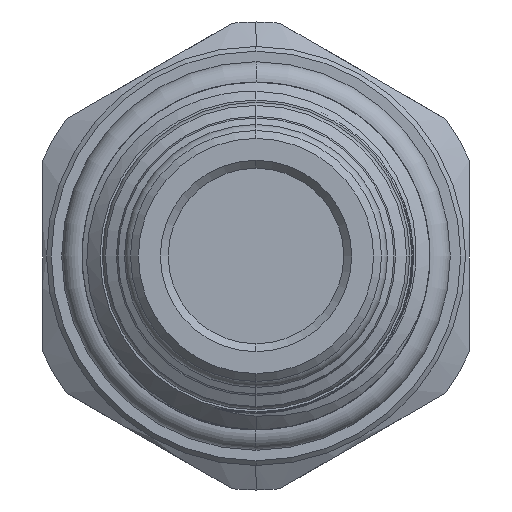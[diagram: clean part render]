
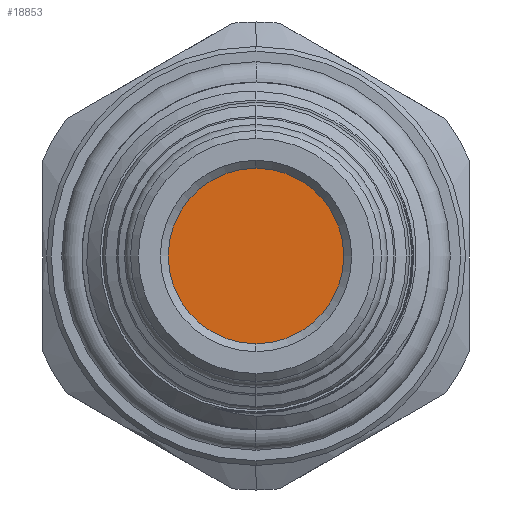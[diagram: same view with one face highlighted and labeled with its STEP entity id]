
A CAD part, left-side view. The second image highlights one B-rep face of the part: STEP entity #18853.
In plain terms, the highlighted planar face has unit normal (-1, 0, 0).
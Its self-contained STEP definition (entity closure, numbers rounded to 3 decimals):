
#2771 = EDGE_CURVE ( 'NONE', #22488, #32436, #23367, .T. ) ;
#3914 = CARTESIAN_POINT ( 'NONE',  ( -48.017, 0., 0. ) ) ;
#6429 = DIRECTION ( 'NONE',  ( 1., 0., 0. ) ) ;
#6879 = CIRCLE ( 'NONE', #28420, 5.55 ) ;
#7455 = CARTESIAN_POINT ( 'NONE',  ( -48.017, 0., -5.55 ) ) ;
#10298 = ORIENTED_EDGE ( 'NONE', *, *, #2771, .F. ) ;
#12645 = DIRECTION ( 'NONE',  ( 0., 0., 1. ) ) ;
#18853 = ADVANCED_FACE ( 'NONE', ( #26137 ), #32539, .T. ) ;
#20551 = DIRECTION ( 'NONE',  ( -1., 0., 0. ) ) ;
#20642 = EDGE_CURVE ( 'NONE', #32436, #22488, #6879, .T. ) ;
#22488 = VERTEX_POINT ( 'NONE', #23552 ) ;
#22594 = AXIS2_PLACEMENT_3D ( 'NONE', #3914, #6429, #12645 ) ;
#23205 = EDGE_LOOP ( 'NONE', ( #34237, #10298 ) ) ;
#23367 = CIRCLE ( 'NONE', #22594, 5.55 ) ;
#23552 = CARTESIAN_POINT ( 'NONE',  ( -48.017, 0., 5.55 ) ) ;
#26137 = FACE_OUTER_BOUND ( 'NONE', #23205, .T. ) ;
#28420 = AXIS2_PLACEMENT_3D ( 'NONE', #33701, #36202, #30701 ) ;
#30701 = DIRECTION ( 'NONE',  ( 0., 0., 1. ) ) ;
#32436 = VERTEX_POINT ( 'NONE', #7455 ) ;
#32539 = PLANE ( 'NONE',  #33648 ) ;
#33648 = AXIS2_PLACEMENT_3D ( 'NONE', #38193, #20551, #35430 ) ;
#33701 = CARTESIAN_POINT ( 'NONE',  ( -48.017, 0., 0. ) ) ;
#34237 = ORIENTED_EDGE ( 'NONE', *, *, #20642, .F. ) ;
#35430 = DIRECTION ( 'NONE',  ( 0., 0., 1. ) ) ;
#36202 = DIRECTION ( 'NONE',  ( 1., 0., 0. ) ) ;
#38193 = CARTESIAN_POINT ( 'NONE',  ( -48.017, 0., 0. ) ) ;
